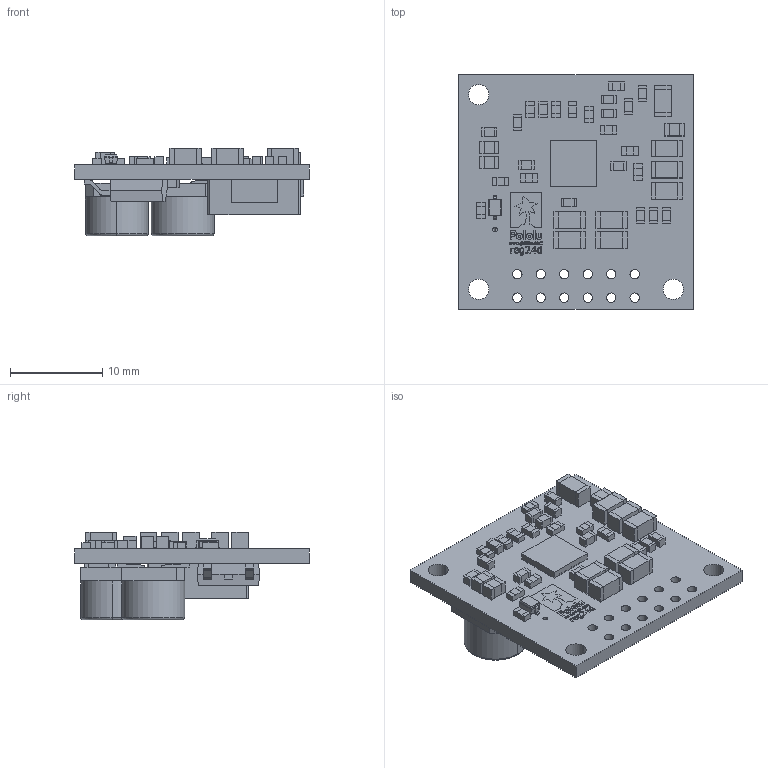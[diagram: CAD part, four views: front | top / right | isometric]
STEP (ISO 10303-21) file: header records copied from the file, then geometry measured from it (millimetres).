
FILE_DESCRIPTION (( 'STEP AP214' ), '1' );
FILE_NAME ('d36v50fx-step-down-voltage-regulator.step', '2019-12-24T20:23:07', ( '' ), ( '' ), 'SwSTEP 2.0', 'SolidWorks 2016', '' );
FILE_SCHEMA (( 'AUTOMOTIVE_DESIGN' ));
Length unit declared in the file: millimetre
Products named in the file (1): d36v50fx-step-down-voltage-regulator
Bounding box: 25.4 x 25.4 x 9.47 mm (x, y, z)
Volume: 2144 mm3; surface area: 2610.1 mm2
Topology: 1 solids, 1 shells, 1206 faces, 3217 edges, 2092 vertices
Faces by surface type: plane 999, bspline 143, cylinder 60, torus 4
Entity records: 55413 total; most frequent: CARTESIAN_POINT 13143, ORIENTED_EDGE 6434, DIRECTION 5025, EDGE_CURVE 3217, LINE 2629, VECTOR 2629, VERTEX_POINT 2092, EDGE_LOOP 1371
